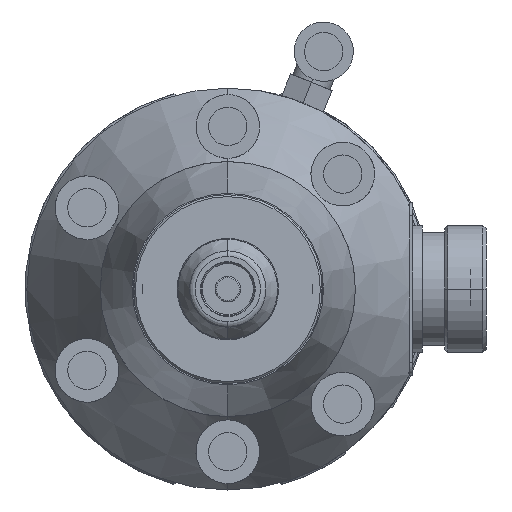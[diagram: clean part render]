
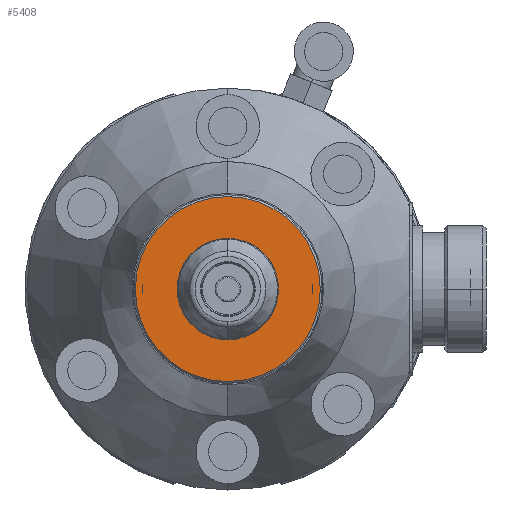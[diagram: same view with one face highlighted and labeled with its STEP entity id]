
A CAD part, left-side view. The second image highlights one B-rep face of the part: STEP entity #5408.
In plain terms, the highlighted planar face has unit normal (-1, 0, 0).
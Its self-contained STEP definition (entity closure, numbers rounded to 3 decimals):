
#369 = DIRECTION ( 'NONE',  ( -1., 0., 0. ) ) ;
#485 = ORIENTED_EDGE ( 'NONE', *, *, #10564, .F. ) ;
#1363 = EDGE_LOOP ( 'NONE', ( #8212, #485 ) ) ;
#1973 = CIRCLE ( 'NONE', #17731, 14.5 ) ;
#2263 = CARTESIAN_POINT ( 'NONE',  ( 0., 0., 7. ) ) ;
#2462 = PLANE ( 'NONE',  #5298 ) ;
#2489 = CARTESIAN_POINT ( 'NONE',  ( 0., 0., 0. ) ) ;
#3578 = EDGE_CURVE ( 'NONE', #7103, #14213, #1973, .T. ) ;
#4019 = DIRECTION ( 'NONE',  ( 0., 0., -1. ) ) ;
#4713 = FACE_OUTER_BOUND ( 'NONE', #16407, .T. ) ;
#5298 = AXIS2_PLACEMENT_3D ( 'NONE', #14583, #5518, #16111 ) ;
#5408 = ADVANCED_FACE ( 'NONE', ( #4713, #12772 ), #2462, .F. ) ;
#5518 = DIRECTION ( 'NONE',  ( 1., 0., 0. ) ) ;
#5636 = EDGE_CURVE ( 'NONE', #14213, #7103, #18434, .T. ) ;
#6008 = CARTESIAN_POINT ( 'NONE',  ( 0., 0., 14.5 ) ) ;
#6050 = DIRECTION ( 'NONE',  ( -1., 0., 0. ) ) ;
#7103 = VERTEX_POINT ( 'NONE', #14844 ) ;
#8212 = ORIENTED_EDGE ( 'NONE', *, *, #14771, .F. ) ;
#8875 = DIRECTION ( 'NONE',  ( -1., 0., 0. ) ) ;
#9475 = CARTESIAN_POINT ( 'NONE',  ( 0., 0., 0. ) ) ;
#10002 = ORIENTED_EDGE ( 'NONE', *, *, #5636, .T. ) ;
#10564 = EDGE_CURVE ( 'NONE', #18223, #12377, #13283, .T. ) ;
#10989 = DIRECTION ( 'NONE',  ( 0., 0., -1. ) ) ;
#11886 = AXIS2_PLACEMENT_3D ( 'NONE', #17907, #8875, #19421 ) ;
#12274 = ORIENTED_EDGE ( 'NONE', *, *, #3578, .T. ) ;
#12377 = VERTEX_POINT ( 'NONE', #2263 ) ;
#12772 = FACE_BOUND ( 'NONE', #1363, .T. ) ;
#13110 = DIRECTION ( 'NONE',  ( -1., 0., 0. ) ) ;
#13283 = CIRCLE ( 'NONE', #11886, 7. ) ;
#14213 = VERTEX_POINT ( 'NONE', #6008 ) ;
#14299 = CARTESIAN_POINT ( 'NONE',  ( 0., 0., -7. ) ) ;
#14379 = AXIS2_PLACEMENT_3D ( 'NONE', #15118, #6050, #16645 ) ;
#14583 = CARTESIAN_POINT ( 'NONE',  ( 0., 7., 0. ) ) ;
#14771 = EDGE_CURVE ( 'NONE', #12377, #18223, #16228, .T. ) ;
#14844 = CARTESIAN_POINT ( 'NONE',  ( 0., 0., -14.5 ) ) ;
#15118 = CARTESIAN_POINT ( 'NONE',  ( 0., 0., 0. ) ) ;
#16111 = DIRECTION ( 'NONE',  ( 0., 0., -1. ) ) ;
#16228 = CIRCLE ( 'NONE', #14379, 7. ) ;
#16407 = EDGE_LOOP ( 'NONE', ( #12274, #10002 ) ) ;
#16483 = AXIS2_PLACEMENT_3D ( 'NONE', #9475, #369, #10989 ) ;
#16645 = DIRECTION ( 'NONE',  ( 0., 0., 1. ) ) ;
#17731 = AXIS2_PLACEMENT_3D ( 'NONE', #2489, #13110, #4019 ) ;
#17907 = CARTESIAN_POINT ( 'NONE',  ( 0., 0., 0. ) ) ;
#18223 = VERTEX_POINT ( 'NONE', #14299 ) ;
#18434 = CIRCLE ( 'NONE', #16483, 14.5 ) ;
#19421 = DIRECTION ( 'NONE',  ( 0., 0., 1. ) ) ;
